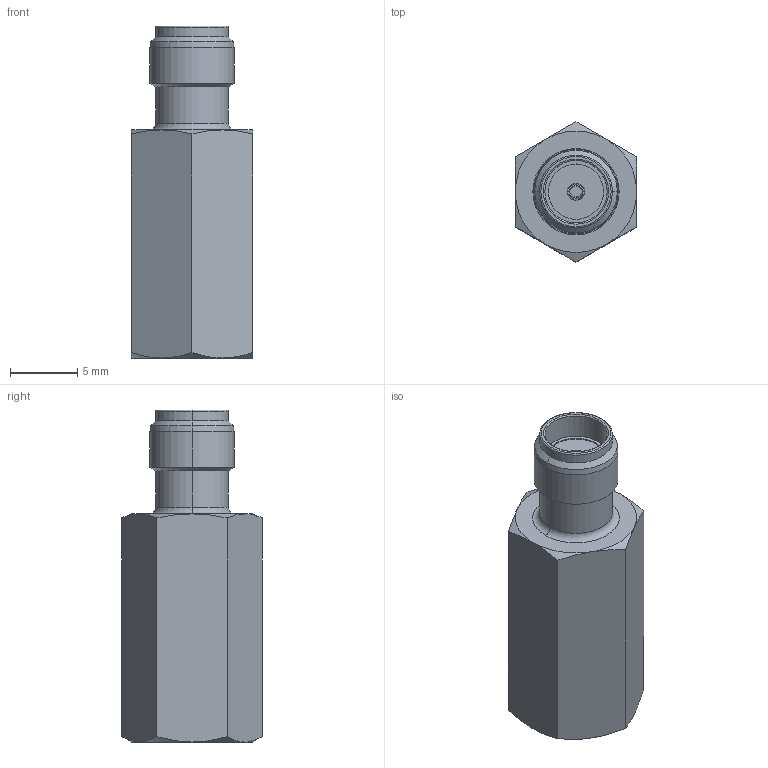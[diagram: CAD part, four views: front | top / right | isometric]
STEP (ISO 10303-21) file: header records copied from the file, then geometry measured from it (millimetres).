
FILE_DESCRIPTION (( 'STEP AP214' ), '1' );
FILE_NAME ('J01703A0000.STEP', '2013-04-19T07:59:12', ( 'Wartung1' ), ( '' ), 'SwSTEP 2.0', 'SolidWorks 2012', '' );
FILE_SCHEMA (( 'AUTOMOTIVE_DESIGN' ));
Length unit declared in the file: millimetre
Products named in the file (1): J01703A0000
Bounding box: 9 x 10.39 x 24.6 mm (x, y, z)
Volume: 1191.3 mm3; surface area: 942.7 mm2
Topology: 1 solids, 1 shells, 81 faces, 174 edges, 97 vertices
Faces by surface type: plane 27, cylinder 24, cone 20, torus 8, sphere 2
Entity records: 3109 total; most frequent: CARTESIAN_POINT 515, DIRECTION 366, ORIENTED_EDGE 344, EDGE_CURVE 172, AXIS2_PLACEMENT_3D 156, VERTEX_POINT 97, EDGE_LOOP 89, UNCERTAINTY_MEASURE_WITH_UNIT 82
